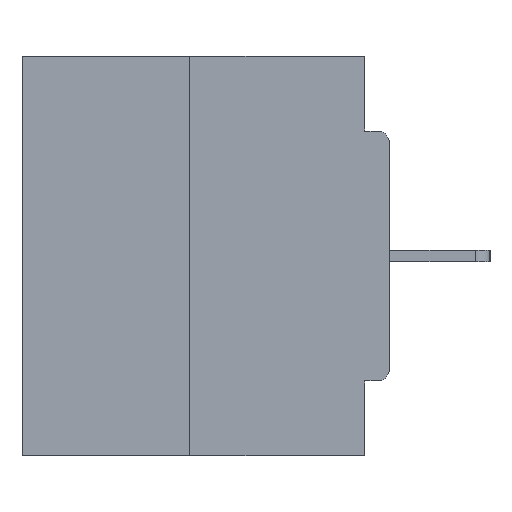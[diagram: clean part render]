
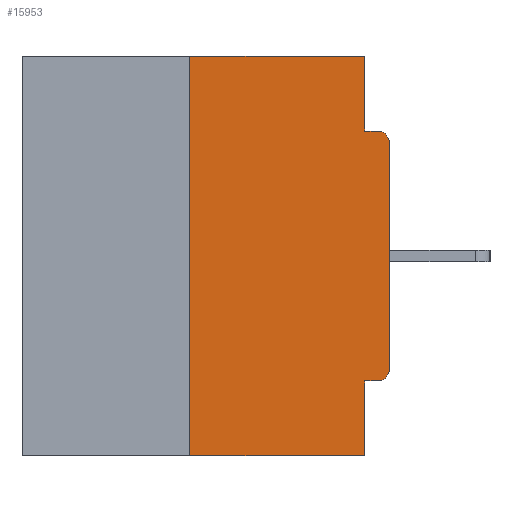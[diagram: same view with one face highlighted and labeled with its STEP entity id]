
A CAD part, left-side view. The second image highlights one B-rep face of the part: STEP entity #15953.
In plain terms, the highlighted planar face has unit normal (-1, 0, 0).
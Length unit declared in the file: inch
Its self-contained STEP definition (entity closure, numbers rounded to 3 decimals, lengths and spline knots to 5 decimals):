
#15 = VERTEX_POINT ( 'NONE', #4402 ) ;
#687 = ORIENTED_EDGE ( 'NONE', *, *, #22460, .F. ) ;
#838 = VERTEX_POINT ( 'NONE', #13368 ) ;
#977 = VERTEX_POINT ( 'NONE', #25320 ) ;
#995 = PLANE ( 'NONE',  #35197 ) ;
#1007 = CARTESIAN_POINT ( 'NONE',  ( 0., 0.031, -0.5 ) ) ;
#1349 = DIRECTION ( 'NONE',  ( -1., 0., 0. ) ) ;
#1834 = CARTESIAN_POINT ( 'NONE',  ( 0., 0.46, -0.5 ) ) ;
#2050 = LINE ( 'NONE', #24027, #16260 ) ;
#2064 = EDGE_CURVE ( 'NONE', #9178, #4015, #32846, .T. ) ;
#2895 = VECTOR ( 'NONE', #7292, 39.37008 ) ;
#3011 = LINE ( 'NONE', #25719, #8851 ) ;
#3223 = LINE ( 'NONE', #3396, #21259 ) ;
#3351 = CARTESIAN_POINT ( 'NONE',  ( 0., 0.46, 0. ) ) ;
#3396 = CARTESIAN_POINT ( 'NONE',  ( 0., 0., -0.4065 ) ) ;
#4015 = VERTEX_POINT ( 'NONE', #28801 ) ;
#4237 = CARTESIAN_POINT ( 'NONE',  ( 0., 0.015, -0.3915 ) ) ;
#4402 = CARTESIAN_POINT ( 'NONE',  ( 0., 0.031, -0.4065 ) ) ;
#4802 = EDGE_CURVE ( 'NONE', #9178, #9290, #8015, .T. ) ;
#4862 = VECTOR ( 'NONE', #10487, 39.37008 ) ;
#5157 = ORIENTED_EDGE ( 'NONE', *, *, #25292, .F. ) ;
#6658 = DIRECTION ( 'NONE',  ( 0., 1., 0. ) ) ;
#6748 = CARTESIAN_POINT ( 'NONE',  ( 0., 0.25, -0.5 ) ) ;
#7292 = DIRECTION ( 'NONE',  ( 0., -1., 0. ) ) ;
#7320 = DIRECTION ( 'NONE',  ( 0., 0., -1. ) ) ;
#7460 = CARTESIAN_POINT ( 'NONE',  ( 0., 0.031, 0. ) ) ;
#7609 = DIRECTION ( 'NONE',  ( 0., -1., 0. ) ) ;
#8015 = LINE ( 'NONE', #1834, #2895 ) ;
#8084 = CARTESIAN_POINT ( 'NONE',  ( 0., 0., 0. ) ) ;
#8168 = DIRECTION ( 'NONE',  ( -1., 0., 0. ) ) ;
#8516 = CIRCLE ( 'NONE', #13136, 0.015 ) ;
#8793 = DIRECTION ( 'NONE',  ( 0., 0., -1. ) ) ;
#8796 = ORIENTED_EDGE ( 'NONE', *, *, #17310, .T. ) ;
#8851 = VECTOR ( 'NONE', #14434, 39.37008 ) ;
#8981 = DIRECTION ( 'NONE',  ( 1., 0., 0. ) ) ;
#9178 = VERTEX_POINT ( 'NONE', #6748 ) ;
#9290 = VERTEX_POINT ( 'NONE', #32533 ) ;
#10487 = DIRECTION ( 'NONE',  ( 0., 0., 1. ) ) ;
#10623 = EDGE_LOOP ( 'NONE', ( #5157, #34377, #28200, #12510, #18726, #8796, #23139, #11140, #687, #14150 ) ) ;
#10855 = EDGE_CURVE ( 'NONE', #15, #9290, #34228, .T. ) ;
#10884 = VERTEX_POINT ( 'NONE', #11691 ) ;
#11140 = ORIENTED_EDGE ( 'NONE', *, *, #22013, .T. ) ;
#11691 = CARTESIAN_POINT ( 'NONE',  ( 0., 0., -0.1085 ) ) ;
#12510 = ORIENTED_EDGE ( 'NONE', *, *, #10855, .F. ) ;
#12841 = VECTOR ( 'NONE', #7609, 39.37008 ) ;
#12872 = CIRCLE ( 'NONE', #15159, 0.015 ) ;
#12964 = LINE ( 'NONE', #8084, #23279 ) ;
#13033 = LINE ( 'NONE', #16272, #12841 ) ;
#13136 = AXIS2_PLACEMENT_3D ( 'NONE', #4237, #1349, #15282 ) ;
#13368 = CARTESIAN_POINT ( 'NONE',  ( 0., 0., -0.3915 ) ) ;
#14150 = ORIENTED_EDGE ( 'NONE', *, *, #20443, .F. ) ;
#14434 = DIRECTION ( 'NONE',  ( 0., -1., 0. ) ) ;
#15159 = AXIS2_PLACEMENT_3D ( 'NONE', #26699, #8168, #35608 ) ;
#15282 = DIRECTION ( 'NONE',  ( 0., 0., -1. ) ) ;
#15953 = ADVANCED_FACE ( 'NONE', ( #28566 ), #995, .F. ) ;
#16260 = VECTOR ( 'NONE', #7320, 39.37008 ) ;
#16272 = CARTESIAN_POINT ( 'NONE',  ( 0., 0.46, 0. ) ) ;
#16747 = EDGE_CURVE ( 'NONE', #32912, #15, #3223, .T. ) ;
#17310 = EDGE_CURVE ( 'NONE', #32912, #838, #8516, .T. ) ;
#18726 = ORIENTED_EDGE ( 'NONE', *, *, #16747, .F. ) ;
#20189 = VECTOR ( 'NONE', #31504, 39.37008 ) ;
#20443 = EDGE_CURVE ( 'NONE', #20829, #20744, #2050, .T. ) ;
#20744 = VERTEX_POINT ( 'NONE', #25974 ) ;
#20829 = VERTEX_POINT ( 'NONE', #7460 ) ;
#21259 = VECTOR ( 'NONE', #6658, 39.37008 ) ;
#22013 = EDGE_CURVE ( 'NONE', #10884, #977, #12872, .T. ) ;
#22460 = EDGE_CURVE ( 'NONE', #20744, #977, #3011, .T. ) ;
#23139 = ORIENTED_EDGE ( 'NONE', *, *, #32076, .T. ) ;
#23279 = VECTOR ( 'NONE', #34335, 39.37008 ) ;
#24027 = CARTESIAN_POINT ( 'NONE',  ( 0., 0.031, 0. ) ) ;
#24834 = CARTESIAN_POINT ( 'NONE',  ( 0., 0.015, -0.4065 ) ) ;
#25292 = EDGE_CURVE ( 'NONE', #4015, #20829, #13033, .T. ) ;
#25320 = CARTESIAN_POINT ( 'NONE',  ( 0., 0.015, -0.0935 ) ) ;
#25719 = CARTESIAN_POINT ( 'NONE',  ( 0., 0., -0.0935 ) ) ;
#25974 = CARTESIAN_POINT ( 'NONE',  ( 0., 0.031, -0.0935 ) ) ;
#26699 = CARTESIAN_POINT ( 'NONE',  ( 0., 0.015, -0.1085 ) ) ;
#28200 = ORIENTED_EDGE ( 'NONE', *, *, #4802, .T. ) ;
#28566 = FACE_OUTER_BOUND ( 'NONE', #10623, .T. ) ;
#28801 = CARTESIAN_POINT ( 'NONE',  ( 0., 0.25, 0. ) ) ;
#31504 = DIRECTION ( 'NONE',  ( 0., 0., -1. ) ) ;
#32076 = EDGE_CURVE ( 'NONE', #838, #10884, #12964, .T. ) ;
#32533 = CARTESIAN_POINT ( 'NONE',  ( 0., 0.031, -0.5 ) ) ;
#32846 = LINE ( 'NONE', #33019, #4862 ) ;
#32912 = VERTEX_POINT ( 'NONE', #24834 ) ;
#33019 = CARTESIAN_POINT ( 'NONE',  ( 0., 0.25, 0. ) ) ;
#34228 = LINE ( 'NONE', #1007, #20189 ) ;
#34335 = DIRECTION ( 'NONE',  ( 0., 0., 1. ) ) ;
#34377 = ORIENTED_EDGE ( 'NONE', *, *, #2064, .F. ) ;
#35197 = AXIS2_PLACEMENT_3D ( 'NONE', #3351, #8981, #8793 ) ;
#35608 = DIRECTION ( 'NONE',  ( 0., 0., -1. ) ) ;
